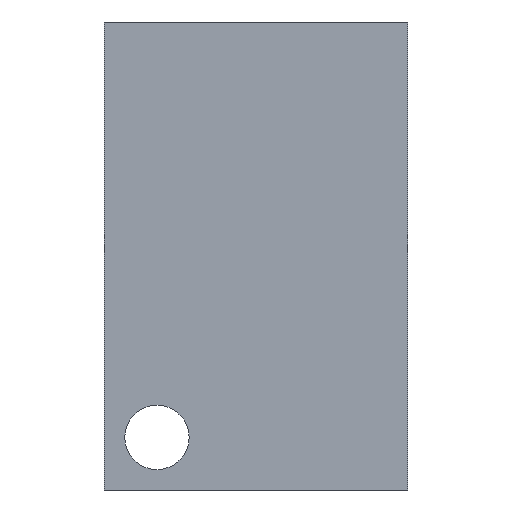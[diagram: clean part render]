
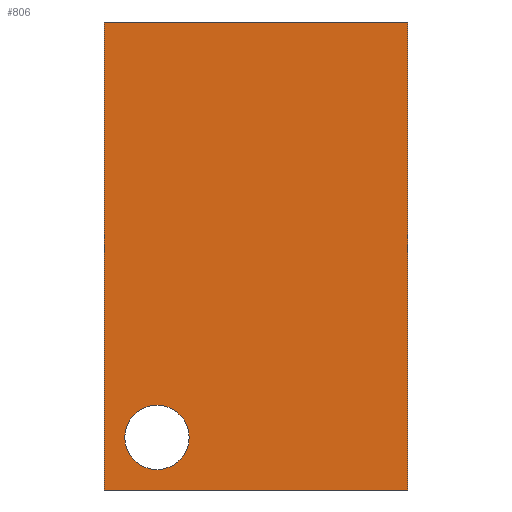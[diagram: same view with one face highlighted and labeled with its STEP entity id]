
A CAD part, left-side view. The second image highlights one B-rep face of the part: STEP entity #806.
In plain terms, the highlighted planar face has unit normal (-1, 0, 0).
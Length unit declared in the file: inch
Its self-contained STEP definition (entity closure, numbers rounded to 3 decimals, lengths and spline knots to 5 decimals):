
#1=DIRECTION('',(0.,-1.,0.));
#2=VECTOR('',#1,1.62);
#3=CARTESIAN_POINT('',(0.,0.,0.));
#4=LINE('',#3,#2);
#27=DIRECTION('',(0.,0.,1.));
#28=VECTOR('',#27,2.5);
#29=CARTESIAN_POINT('',(0.,0.,0.));
#30=LINE('',#29,#28);
#31=CARTESIAN_POINT('',(0.,-0.281,0.281));
#32=DIRECTION('',(1.,0.,0.));
#33=DIRECTION('',(0.,0.,-1.));
#34=AXIS2_PLACEMENT_3D('',#31,#32,#33);
#36=CARTESIAN_POINT('',(0.,-0.281,0.281));
#37=DIRECTION('',(1.,0.,0.));
#38=DIRECTION('',(0.,0.,1.));
#39=AXIS2_PLACEMENT_3D('',#36,#37,#38);
#69=DIRECTION('',(0.,0.,1.));
#70=VECTOR('',#69,2.5);
#71=CARTESIAN_POINT('',(0.,-1.62,0.));
#72=LINE('',#71,#70);
#73=DIRECTION('',(0.,-1.,0.));
#74=VECTOR('',#73,1.62);
#75=CARTESIAN_POINT('',(0.,0.,2.5));
#76=LINE('',#75,#74);
#660=CARTESIAN_POINT('',(0.,0.,0.));
#661=CARTESIAN_POINT('',(0.,-1.62,0.));
#662=VERTEX_POINT('',#660);
#663=VERTEX_POINT('',#661);
#668=CARTESIAN_POINT('',(0.,0.,2.5));
#669=CARTESIAN_POINT('',(0.,-1.62,2.5));
#670=VERTEX_POINT('',#668);
#671=VERTEX_POINT('',#669);
#724=CARTESIAN_POINT('',(0.,-0.281,0.109));
#725=CARTESIAN_POINT('',(0.,-0.281,0.453));
#726=VERTEX_POINT('',#724);
#727=VERTEX_POINT('',#725);
#786=CARTESIAN_POINT('',(0.,0.,0.));
#787=DIRECTION('',(-1.,0.,0.));
#788=DIRECTION('',(0.,-1.,0.));
#789=AXIS2_PLACEMENT_3D('',#786,#787,#788);
#790=PLANE('',#789);
#791=ORIENTED_EDGE('',*,*,#769,.F.);
#793=ORIENTED_EDGE('',*,*,#792,.T.);
#795=ORIENTED_EDGE('',*,*,#794,.T.);
#797=ORIENTED_EDGE('',*,*,#796,.F.);
#798=EDGE_LOOP('',(#791,#793,#795,#797));
#799=FACE_OUTER_BOUND('',#798,.F.);
#801=ORIENTED_EDGE('',*,*,#800,.F.);
#803=ORIENTED_EDGE('',*,*,#802,.F.);
#804=EDGE_LOOP('',(#801,#803));
#805=FACE_BOUND('',#804,.F.);
#806=ADVANCED_FACE('',(#799,#805),#790,.T.);
#35=CIRCLE('',#34,0.172);
#40=CIRCLE('',#39,0.172);
#769=EDGE_CURVE('',#662,#663,#4,.T.);
#792=EDGE_CURVE('',#662,#670,#30,.T.);
#794=EDGE_CURVE('',#670,#671,#76,.T.);
#796=EDGE_CURVE('',#663,#671,#72,.T.);
#800=EDGE_CURVE('',#726,#727,#35,.T.);
#802=EDGE_CURVE('',#727,#726,#40,.T.);
